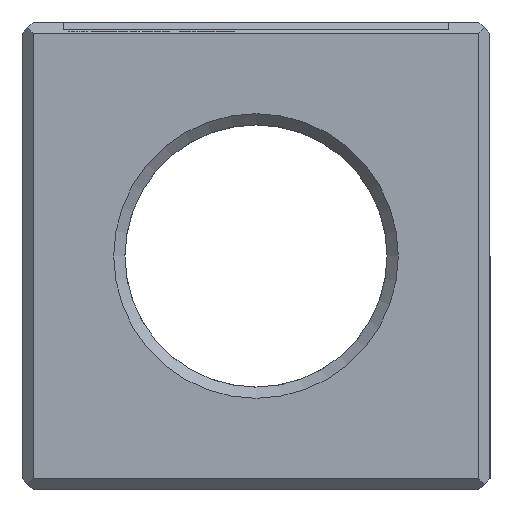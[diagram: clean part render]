
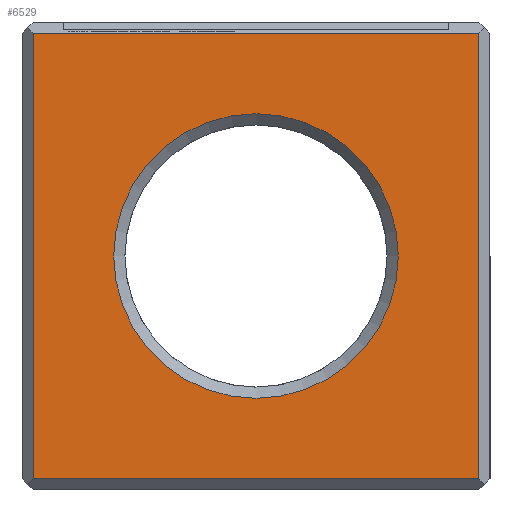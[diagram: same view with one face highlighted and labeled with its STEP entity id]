
A CAD part, left-side view. The second image highlights one B-rep face of the part: STEP entity #6529.
In plain terms, the highlighted planar face has unit normal (-1, 0, 0).
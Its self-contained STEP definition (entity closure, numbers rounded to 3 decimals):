
#72 = PLANE('',#73);
#73 = AXIS2_PLACEMENT_3D('',#74,#75,#76);
#74 = CARTESIAN_POINT('',(0.,0.,0.3));
#75 = DIRECTION('',(-0.707,0.,-0.707));
#76 = DIRECTION('',(0.707,0.,-0.707));
#1412 = PLANE('',#1413);
#1413 = AXIS2_PLACEMENT_3D('',#1414,#1415,#1416);
#1414 = CARTESIAN_POINT('',(0.3,12.5,0.));
#1415 = DIRECTION('',(0.707,-0.707,0.));
#1416 = DIRECTION('',(-0.707,-0.707,0.));
#1643 = PLANE('',#1644);
#1644 = AXIS2_PLACEMENT_3D('',#1645,#1646,#1647);
#1645 = CARTESIAN_POINT('',(0.3,0.,0.));
#1646 = DIRECTION('',(-0.707,-0.707,0.));
#1647 = DIRECTION('',(-0.707,0.707,0.));
#1711 = VERTEX_POINT('',#1712);
#1712 = CARTESIAN_POINT('',(0.,0.3,0.3));
#1733 = EDGE_CURVE('',#1711,#1734,#1736,.T.);
#1734 = VERTEX_POINT('',#1735);
#1735 = CARTESIAN_POINT('',(0.,12.2,0.3));
#1736 = SURFACE_CURVE('',#1737,(#1741,#1748),.PCURVE_S1.);
#1737 = LINE('',#1738,#1739);
#1738 = CARTESIAN_POINT('',(0.,0.,0.3));
#1739 = VECTOR('',#1740,1.);
#1740 = DIRECTION('',(0.,1.,0.));
#1741 = PCURVE('',#72,#1742);
#1742 = DEFINITIONAL_REPRESENTATION('',(#1743),#1747);
#1743 = LINE('',#1744,#1745);
#1744 = CARTESIAN_POINT('',(0.,0.));
#1745 = VECTOR('',#1746,1.);
#1746 = DIRECTION('',(0.,-1.));
#1747 = ( GEOMETRIC_REPRESENTATION_CONTEXT(2) 
PARAMETRIC_REPRESENTATION_CONTEXT() REPRESENTATION_CONTEXT('2D SPACE',''
  ) );
#1748 = PCURVE('',#1749,#1754);
#1749 = PLANE('',#1750);
#1750 = AXIS2_PLACEMENT_3D('',#1751,#1752,#1753);
#1751 = CARTESIAN_POINT('',(0.,12.5,0.));
#1752 = DIRECTION('',(1.,0.,0.));
#1753 = DIRECTION('',(0.,-1.,0.));
#1754 = DEFINITIONAL_REPRESENTATION('',(#1755),#1759);
#1755 = LINE('',#1756,#1757);
#1756 = CARTESIAN_POINT('',(12.5,-0.3));
#1757 = VECTOR('',#1758,1.);
#1758 = DIRECTION('',(-1.,0.));
#1759 = ( GEOMETRIC_REPRESENTATION_CONTEXT(2) 
PARAMETRIC_REPRESENTATION_CONTEXT() REPRESENTATION_CONTEXT('2D SPACE',''
  ) );
#4976 = VERTEX_POINT('',#4977);
#4977 = CARTESIAN_POINT('',(0.,12.2,12.2));
#4991 = PLANE('',#4992);
#4992 = AXIS2_PLACEMENT_3D('',#4993,#4994,#4995);
#4993 = CARTESIAN_POINT('',(0.3,0.,12.5));
#4994 = DIRECTION('',(-0.707,0.,0.707));
#4995 = DIRECTION('',(-0.707,0.,-0.707));
#5003 = EDGE_CURVE('',#1734,#4976,#5004,.T.);
#5004 = SURFACE_CURVE('',#5005,(#5009,#5016),.PCURVE_S1.);
#5005 = LINE('',#5006,#5007);
#5006 = CARTESIAN_POINT('',(0.,12.2,0.));
#5007 = VECTOR('',#5008,1.);
#5008 = DIRECTION('',(0.,0.,1.));
#5009 = PCURVE('',#1412,#5010);
#5010 = DEFINITIONAL_REPRESENTATION('',(#5011),#5015);
#5011 = LINE('',#5012,#5013);
#5012 = CARTESIAN_POINT('',(0.424,-0.));
#5013 = VECTOR('',#5014,1.);
#5014 = DIRECTION('',(0.,-1.));
#5015 = ( GEOMETRIC_REPRESENTATION_CONTEXT(2) 
PARAMETRIC_REPRESENTATION_CONTEXT() REPRESENTATION_CONTEXT('2D SPACE',''
  ) );
#5016 = PCURVE('',#1749,#5017);
#5017 = DEFINITIONAL_REPRESENTATION('',(#5018),#5022);
#5018 = LINE('',#5019,#5020);
#5019 = CARTESIAN_POINT('',(0.3,0.));
#5020 = VECTOR('',#5021,1.);
#5021 = DIRECTION('',(0.,-1.));
#5022 = ( GEOMETRIC_REPRESENTATION_CONTEXT(2) 
PARAMETRIC_REPRESENTATION_CONTEXT() REPRESENTATION_CONTEXT('2D SPACE',''
  ) );
#6486 = VERTEX_POINT('',#6487);
#6487 = CARTESIAN_POINT('',(0.,0.3,12.2));
#6508 = EDGE_CURVE('',#1711,#6486,#6509,.T.);
#6509 = SURFACE_CURVE('',#6510,(#6514,#6521),.PCURVE_S1.);
#6510 = LINE('',#6511,#6512);
#6511 = CARTESIAN_POINT('',(0.,0.3,0.));
#6512 = VECTOR('',#6513,1.);
#6513 = DIRECTION('',(0.,0.,1.));
#6514 = PCURVE('',#1643,#6515);
#6515 = DEFINITIONAL_REPRESENTATION('',(#6516),#6520);
#6516 = LINE('',#6517,#6518);
#6517 = CARTESIAN_POINT('',(0.424,0.));
#6518 = VECTOR('',#6519,1.);
#6519 = DIRECTION('',(0.,-1.));
#6520 = ( GEOMETRIC_REPRESENTATION_CONTEXT(2) 
PARAMETRIC_REPRESENTATION_CONTEXT() REPRESENTATION_CONTEXT('2D SPACE',''
  ) );
#6521 = PCURVE('',#1749,#6522);
#6522 = DEFINITIONAL_REPRESENTATION('',(#6523),#6527);
#6523 = LINE('',#6524,#6525);
#6524 = CARTESIAN_POINT('',(12.2,0.));
#6525 = VECTOR('',#6526,1.);
#6526 = DIRECTION('',(0.,-1.));
#6527 = ( GEOMETRIC_REPRESENTATION_CONTEXT(2) 
PARAMETRIC_REPRESENTATION_CONTEXT() REPRESENTATION_CONTEXT('2D SPACE',''
  ) );
#6529 = ADVANCED_FACE('',(#6530,#6556),#1749,.F.);
#6530 = FACE_BOUND('',#6531,.F.);
#6531 = EDGE_LOOP('',(#6532,#6533,#6534,#6535));
#6532 = ORIENTED_EDGE('',*,*,#6508,.F.);
#6533 = ORIENTED_EDGE('',*,*,#1733,.T.);
#6534 = ORIENTED_EDGE('',*,*,#5003,.T.);
#6535 = ORIENTED_EDGE('',*,*,#6536,.F.);
#6536 = EDGE_CURVE('',#6486,#4976,#6537,.T.);
#6537 = SURFACE_CURVE('',#6538,(#6542,#6549),.PCURVE_S1.);
#6538 = LINE('',#6539,#6540);
#6539 = CARTESIAN_POINT('',(0.,0.,12.2));
#6540 = VECTOR('',#6541,1.);
#6541 = DIRECTION('',(0.,1.,0.));
#6542 = PCURVE('',#1749,#6543);
#6543 = DEFINITIONAL_REPRESENTATION('',(#6544),#6548);
#6544 = LINE('',#6545,#6546);
#6545 = CARTESIAN_POINT('',(12.5,-12.2));
#6546 = VECTOR('',#6547,1.);
#6547 = DIRECTION('',(-1.,0.));
#6548 = ( GEOMETRIC_REPRESENTATION_CONTEXT(2) 
PARAMETRIC_REPRESENTATION_CONTEXT() REPRESENTATION_CONTEXT('2D SPACE',''
  ) );
#6549 = PCURVE('',#4991,#6550);
#6550 = DEFINITIONAL_REPRESENTATION('',(#6551),#6555);
#6551 = LINE('',#6552,#6553);
#6552 = CARTESIAN_POINT('',(0.424,0.));
#6553 = VECTOR('',#6554,1.);
#6554 = DIRECTION('',(0.,-1.));
#6555 = ( GEOMETRIC_REPRESENTATION_CONTEXT(2) 
PARAMETRIC_REPRESENTATION_CONTEXT() REPRESENTATION_CONTEXT('2D SPACE',''
  ) );
#6556 = FACE_BOUND('',#6557,.F.);
#6557 = EDGE_LOOP('',(#6558));
#6558 = ORIENTED_EDGE('',*,*,#6559,.T.);
#6559 = EDGE_CURVE('',#6560,#6560,#6562,.T.);
#6560 = VERTEX_POINT('',#6561);
#6561 = CARTESIAN_POINT('',(0.,2.45,6.25));
#6562 = SURFACE_CURVE('',#6563,(#6568,#6579),.PCURVE_S1.);
#6563 = CIRCLE('',#6564,3.8);
#6564 = AXIS2_PLACEMENT_3D('',#6565,#6566,#6567);
#6565 = CARTESIAN_POINT('',(0.,6.25,6.25));
#6566 = DIRECTION('',(-1.,0.,0.));
#6567 = DIRECTION('',(0.,-1.,0.));
#6568 = PCURVE('',#1749,#6569);
#6569 = DEFINITIONAL_REPRESENTATION('',(#6570),#6578);
#6570 = ( BOUNDED_CURVE() B_SPLINE_CURVE(2,(#6571,#6572,#6573,#6574,
#6575,#6576,#6577),.UNSPECIFIED.,.T.,.F.) B_SPLINE_CURVE_WITH_KNOTS((1,2
    ,2,2,2,1),(-2.094,0.,2.094,4.189,
6.283,8.378),.UNSPECIFIED.) CURVE() 
GEOMETRIC_REPRESENTATION_ITEM() RATIONAL_B_SPLINE_CURVE((1.,0.5,1.,0.5,
1.,0.5,1.)) REPRESENTATION_ITEM('') );
#6571 = CARTESIAN_POINT('',(10.05,-6.25));
#6572 = CARTESIAN_POINT('',(10.05,-12.832));
#6573 = CARTESIAN_POINT('',(4.35,-9.541));
#6574 = CARTESIAN_POINT('',(-1.35,-6.25));
#6575 = CARTESIAN_POINT('',(4.35,-2.959));
#6576 = CARTESIAN_POINT('',(10.05,0.332));
#6577 = CARTESIAN_POINT('',(10.05,-6.25));
#6578 = ( GEOMETRIC_REPRESENTATION_CONTEXT(2) 
PARAMETRIC_REPRESENTATION_CONTEXT() REPRESENTATION_CONTEXT('2D SPACE',''
  ) );
#6579 = PCURVE('',#6580,#6585);
#6580 = CONICAL_SURFACE('',#6581,3.5,0.785);
#6581 = AXIS2_PLACEMENT_3D('',#6582,#6583,#6584);
#6582 = CARTESIAN_POINT('',(0.3,6.25,6.25));
#6583 = DIRECTION('',(-1.,-0.,-0.));
#6584 = DIRECTION('',(0.,-1.,0.));
#6585 = DEFINITIONAL_REPRESENTATION('',(#6586),#6590);
#6586 = LINE('',#6587,#6588);
#6587 = CARTESIAN_POINT('',(-0.,0.3));
#6588 = VECTOR('',#6589,1.);
#6589 = DIRECTION('',(1.,-0.));
#6590 = ( GEOMETRIC_REPRESENTATION_CONTEXT(2) 
PARAMETRIC_REPRESENTATION_CONTEXT() REPRESENTATION_CONTEXT('2D SPACE',''
  ) );
